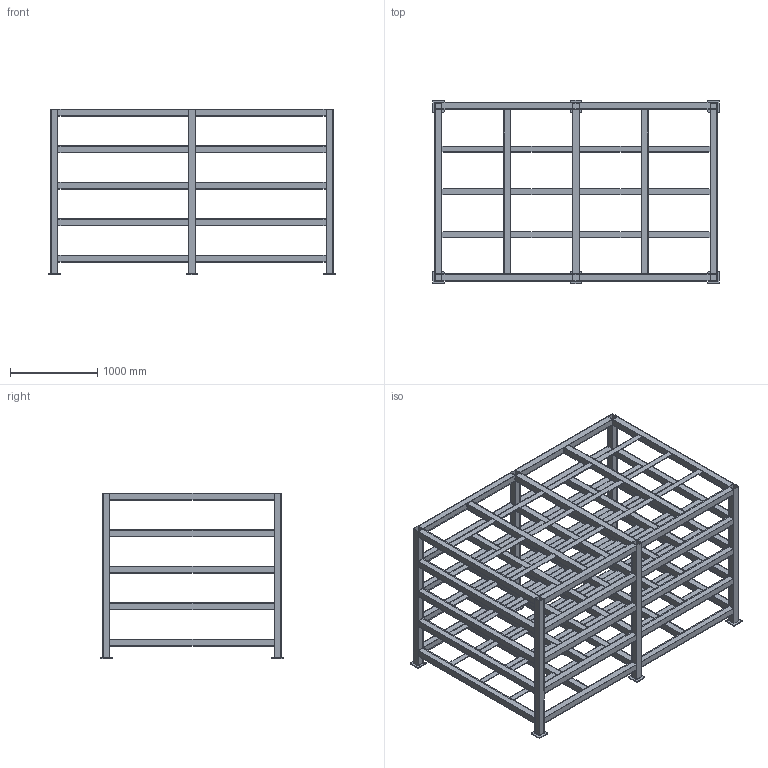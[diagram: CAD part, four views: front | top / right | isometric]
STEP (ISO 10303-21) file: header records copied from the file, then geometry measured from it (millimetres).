
FILE_DESCRIPTION(('FreeCAD Model'),'2;1');
FILE_NAME('Open CASCADE Shape Model','2025-05-08T07:47:26',('FreeCAD'),( 'FreeCAD'),'Open CASCADE STEP processor 7.6','FreeCAD','Unknown');
FILE_SCHEMA(('AUTOMOTIVE_DESIGN { 1 0 10303 214 1 1 1 1 }'));
Length unit declared in the file: millimetre
Products named in the file (1): Open CASCADE STEP translator 7.6 1
Bounding box: 3295.27 x 2106.81 x 1901.53 mm (x, y, z)
Volume: 165870692.2 mm3; surface area: 60555048.3 mm2
Topology: 117 solids, 127 shells, 950 faces, 2088 edges, 1392 vertices
Faces by surface type: bspline 950
Entity records: 23370 total; most frequent: CARTESIAN_POINT 9465, ORIENTED_EDGE 4176, EDGE_CURVE 2088, B_SPLINE_CURVE_WITH_KNOTS 2040, VERTEX_POINT 1392, FACE_BOUND 1032, EDGE_LOOP 1032, ADVANCED_FACE 950
